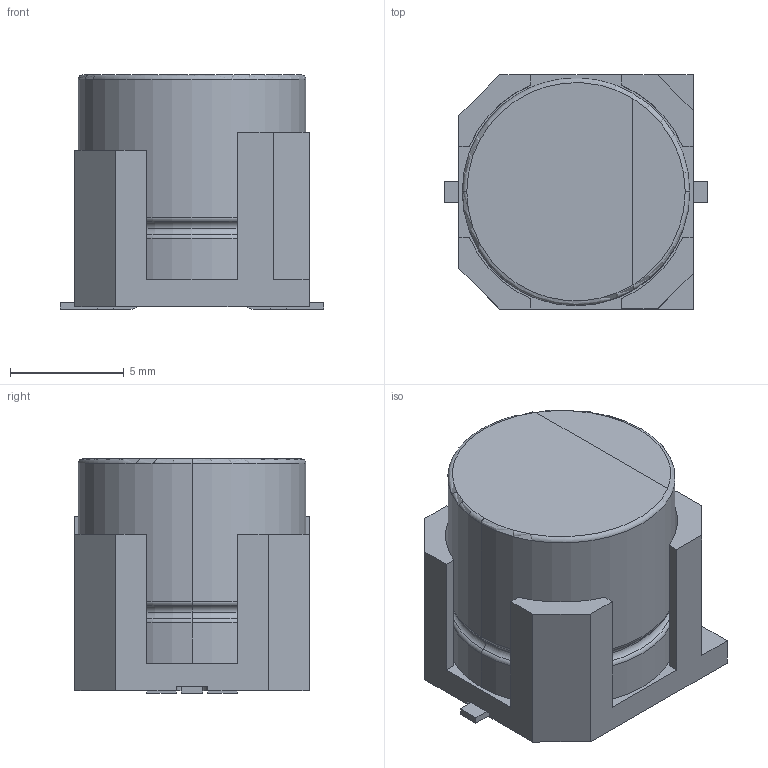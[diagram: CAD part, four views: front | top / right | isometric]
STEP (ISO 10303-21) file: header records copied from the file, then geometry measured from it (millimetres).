
FILE_DESCRIPTION (( 'STEP AP214' ), '1' );
FILE_NAME ('CAP-SMD_BD10.0-L10.3-W10.3_EEHZC1H121V.step', '2022-07-01T06:21:34', ( '' ), ( '' ), 'SwSTEP 2.0', 'SolidWorks 2020', '' );
FILE_SCHEMA (( 'AUTOMOTIVE_DESIGN' ));
Length unit declared in the file: millimetre
Products named in the file (1): CAP-SMD_BD10.0-L10.3-W10.3_EEHZC1H121V
Bounding box: 11.6 x 10.3 x 10.3 mm (x, y, z)
Volume: 921.8 mm3; surface area: 797.1 mm2
Topology: 1 solids, 1 shells, 313 faces, 857 edges, 566 vertices
Faces by surface type: plane 192, bspline 98, cylinder 13, torus 10
Entity records: 13818 total; most frequent: CARTESIAN_POINT 3043, ORIENTED_EDGE 1714, DIRECTION 1135, EDGE_CURVE 857, LINE 611, VECTOR 611, VERTEX_POINT 566, EDGE_LOOP 333
